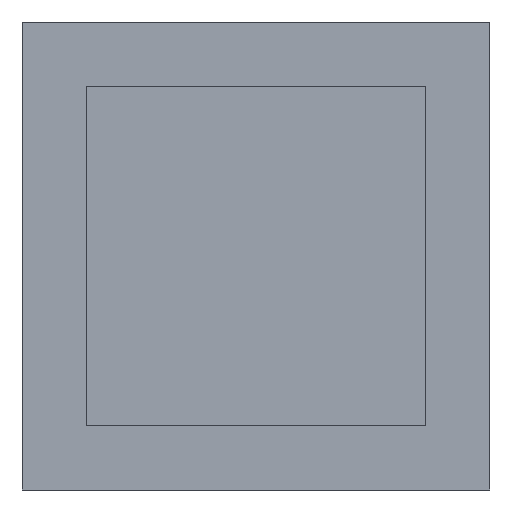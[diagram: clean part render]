
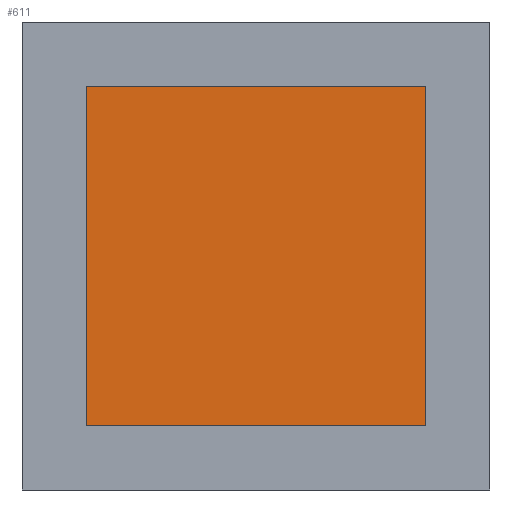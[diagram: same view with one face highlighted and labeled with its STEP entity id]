
A CAD part, left-side view. The second image highlights one B-rep face of the part: STEP entity #611.
In plain terms, the highlighted planar face has unit normal (-1, 0, 0).
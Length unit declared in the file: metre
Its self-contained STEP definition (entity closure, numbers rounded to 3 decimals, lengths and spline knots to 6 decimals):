
#33=LINE('',#882,#109);
#58=LINE('',#931,#134);
#63=LINE('',#940,#139);
#68=LINE('',#947,#144);
#73=LINE('',#958,#149);
#75=LINE('',#962,#151);
#109=VECTOR('',#717,1.);
#134=VECTOR('',#756,1.);
#139=VECTOR('',#763,1.);
#144=VECTOR('',#772,1.);
#149=VECTOR('',#789,1.);
#151=VECTOR('',#795,1.);
#189=PLANE('',#662);
#319=ORIENTED_EDGE('',*,*,#381,.F.);
#320=ORIENTED_EDGE('',*,*,#421,.F.);
#321=ORIENTED_EDGE('',*,*,#411,.F.);
#322=ORIENTED_EDGE('',*,*,#406,.T.);
#323=ORIENTED_EDGE('',*,*,#416,.T.);
#324=ORIENTED_EDGE('',*,*,#423,.T.);
#381=EDGE_CURVE('',#457,#458,#33,.T.);
#406=EDGE_CURVE('',#475,#476,#58,.T.);
#411=EDGE_CURVE('',#475,#448,#63,.T.);
#416=EDGE_CURVE('',#476,#453,#68,.T.);
#421=EDGE_CURVE('',#448,#457,#73,.T.);
#423=EDGE_CURVE('',#453,#458,#75,.T.);
#448=VERTEX_POINT('',#861);
#453=VERTEX_POINT('',#872);
#457=VERTEX_POINT('',#881);
#458=VERTEX_POINT('',#883);
#475=VERTEX_POINT('',#932);
#476=VERTEX_POINT('',#933);
#525=EDGE_LOOP('',(#319,#320,#321,#322,#323,#324));
#571=FACE_BOUND('',#525,.T.);
#611=ADVANCED_FACE('',(#571),#189,.T.);
#662=AXIS2_PLACEMENT_3D('',#963,#796,#797);
#717=DIRECTION('',(0.,1.,0.));
#756=DIRECTION('',(0.,1.,0.));
#763=DIRECTION('',(0.,0.,-1.));
#772=DIRECTION('',(0.,0.,-1.));
#789=DIRECTION('',(0.,0.,-1.));
#795=DIRECTION('',(0.,0.,-1.));
#796=DIRECTION('',(-1.,0.,0.));
#797=DIRECTION('',(0.,0.,1.));
#861=CARTESIAN_POINT('',(-0.01643,-0.00528,-0.01256));
#872=CARTESIAN_POINT('',(-0.01643,0.00528,-0.01256));
#881=CARTESIAN_POINT('',(-0.01643,-0.00528,-0.01456));
#882=CARTESIAN_POINT('',(-0.01643,0.,-0.01456));
#883=CARTESIAN_POINT('',(-0.01643,0.00528,-0.01456));
#931=CARTESIAN_POINT('',(-0.01643,0.,-0.002));
#932=CARTESIAN_POINT('',(-0.01643,-0.00528,-0.002));
#933=CARTESIAN_POINT('',(-0.01643,0.00528,-0.002));
#940=CARTESIAN_POINT('',(-0.01643,-0.00528,0.));
#947=CARTESIAN_POINT('',(-0.01643,0.00528,0.));
#958=CARTESIAN_POINT('',(-0.01643,-0.00528,-0.01256));
#962=CARTESIAN_POINT('',(-0.01643,0.00528,-0.01256));
#963=CARTESIAN_POINT('',(-0.01643,0.,-0.01256));
